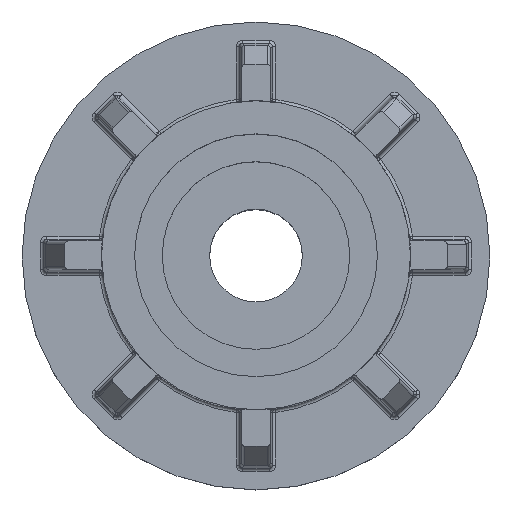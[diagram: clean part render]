
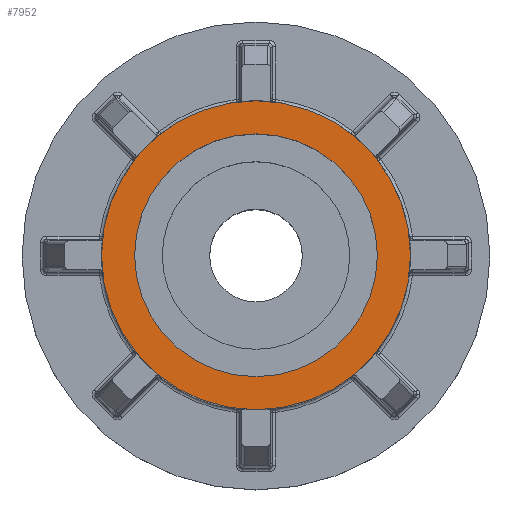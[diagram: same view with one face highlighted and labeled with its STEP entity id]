
A CAD part, top view. The second image highlights one B-rep face of the part: STEP entity #7952.
In plain terms, the highlighted planar face has unit normal (0, 0, 1).
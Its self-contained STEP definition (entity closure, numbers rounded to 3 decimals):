
#422 = DIRECTION ( 'NONE',  ( 1., 0., 0. ) ) ;
#704 = FACE_OUTER_BOUND ( 'NONE', #4648, .T. ) ;
#802 = VERTEX_POINT ( 'NONE', #5311 ) ;
#961 = FACE_BOUND ( 'NONE', #3758, .T. ) ;
#1355 = EDGE_CURVE ( 'NONE', #8761, #2740, #1861, .T. ) ;
#1568 = ORIENTED_EDGE ( 'NONE', *, *, #5969, .F. ) ;
#1861 = CIRCLE ( 'NONE', #2786, 14. ) ;
#2026 = CIRCLE ( 'NONE', #8473, 11. ) ;
#2242 = DIRECTION ( 'NONE',  ( 0., 0., 1. ) ) ;
#2293 = DIRECTION ( 'NONE',  ( 0., 0., 1. ) ) ;
#2395 = VERTEX_POINT ( 'NONE', #3446 ) ;
#2740 = VERTEX_POINT ( 'NONE', #5408 ) ;
#2786 = AXIS2_PLACEMENT_3D ( 'NONE', #6502, #2242, #7207 ) ;
#2915 = CARTESIAN_POINT ( 'NONE',  ( 0., 0., 43. ) ) ;
#3283 = ORIENTED_EDGE ( 'NONE', *, *, #5273, .F. ) ;
#3446 = CARTESIAN_POINT ( 'NONE',  ( 11., 0., 43. ) ) ;
#3469 = CARTESIAN_POINT ( 'NONE',  ( 0., 0., 43. ) ) ;
#3654 = DIRECTION ( 'NONE',  ( 1., 0., 0. ) ) ;
#3758 = EDGE_LOOP ( 'NONE', ( #3283, #1568 ) ) ;
#3903 = ORIENTED_EDGE ( 'NONE', *, *, #1355, .T. ) ;
#4194 = DIRECTION ( 'NONE',  ( 1., 0., 0. ) ) ;
#4648 = EDGE_LOOP ( 'NONE', ( #8126, #3903 ) ) ;
#4733 = DIRECTION ( 'NONE',  ( 0., 0., 1. ) ) ;
#5273 = EDGE_CURVE ( 'NONE', #2395, #802, #2026, .T. ) ;
#5311 = CARTESIAN_POINT ( 'NONE',  ( -11., 0., 43. ) ) ;
#5313 = AXIS2_PLACEMENT_3D ( 'NONE', #5852, #2293, #7269 ) ;
#5385 = CIRCLE ( 'NONE', #7673, 14. ) ;
#5408 = CARTESIAN_POINT ( 'NONE',  ( -14., 0., 43. ) ) ;
#5852 = CARTESIAN_POINT ( 'NONE',  ( 0., 0., 43. ) ) ;
#5969 = EDGE_CURVE ( 'NONE', #802, #2395, #8395, .T. ) ;
#6116 = EDGE_CURVE ( 'NONE', #2740, #8761, #5385, .T. ) ;
#6502 = CARTESIAN_POINT ( 'NONE',  ( 0., 0., 43. ) ) ;
#7207 = DIRECTION ( 'NONE',  ( 1., 0., 0. ) ) ;
#7269 = DIRECTION ( 'NONE',  ( 1., 0., 0. ) ) ;
#7673 = AXIS2_PLACEMENT_3D ( 'NONE', #2915, #7932, #3654 ) ;
#7839 = AXIS2_PLACEMENT_3D ( 'NONE', #9025, #4733, #422 ) ;
#7932 = DIRECTION ( 'NONE',  ( 0., 0., 1. ) ) ;
#7952 = ADVANCED_FACE ( 'NONE', ( #961, #704 ), #8695, .T. ) ;
#8126 = ORIENTED_EDGE ( 'NONE', *, *, #6116, .T. ) ;
#8395 = CIRCLE ( 'NONE', #7839, 11. ) ;
#8473 = AXIS2_PLACEMENT_3D ( 'NONE', #3469, #8491, #4194 ) ;
#8491 = DIRECTION ( 'NONE',  ( 0., 0., 1. ) ) ;
#8695 = PLANE ( 'NONE',  #5313 ) ;
#8761 = VERTEX_POINT ( 'NONE', #9502 ) ;
#9025 = CARTESIAN_POINT ( 'NONE',  ( 0., 0., 43. ) ) ;
#9502 = CARTESIAN_POINT ( 'NONE',  ( 14., 0., 43. ) ) ;
